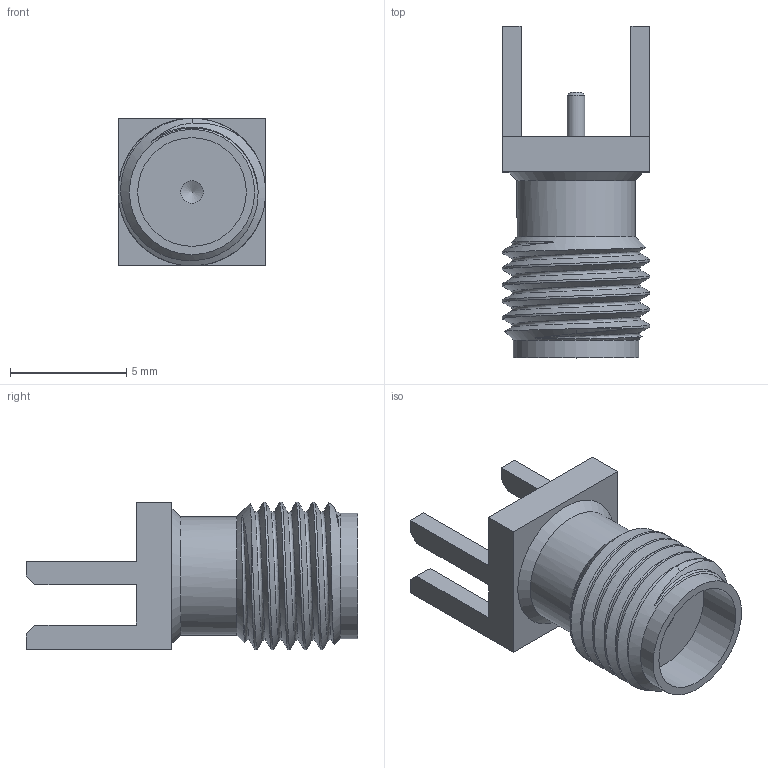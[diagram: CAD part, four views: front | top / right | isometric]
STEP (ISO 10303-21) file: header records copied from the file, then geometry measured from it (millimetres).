
FILE_DESCRIPTION( ( '' ), ' ' );
FILE_NAME( '5b87a2163de1340e886ad5fb.step', '2018-08-30T07:51:51', ( '' ), ( '' ), ' ', ' ', ' ' );
FILE_SCHEMA( ( 'AUTOMOTIVE_DESIGN { 1 0 10303 214 1 1 1 1 }' ) );
Length unit declared in the file: metre
Products named in the file (1): Open CASCADE STEP translator 6.8 1
Bounding box: 6.35 x 14.27 x 6.35 mm (x, y, z)
Volume: 235.6 mm3; surface area: 420.7 mm2
Topology: 1 solids, 1 shells, 44 faces, 112 edges, 74 vertices
Faces by surface type: plane 28, cone 7, cylinder 6, bspline 3
Full cylindrical faces by diameter (mm): 0.762 x1, 0.991 x1, 4.674 x1, 5.08 x1, 5.385 x1
Entity records: 3123 total; most frequent: CARTESIAN_POINT 1344, ORIENTED_EDGE 188, DIRECTION 180, STYLED_ITEM 137, PRESENTATION_STYLE_ASSIGNMENT 137, COLOUR_RGB 137, EDGE_CURVE 94, CURVE_STYLE 94
